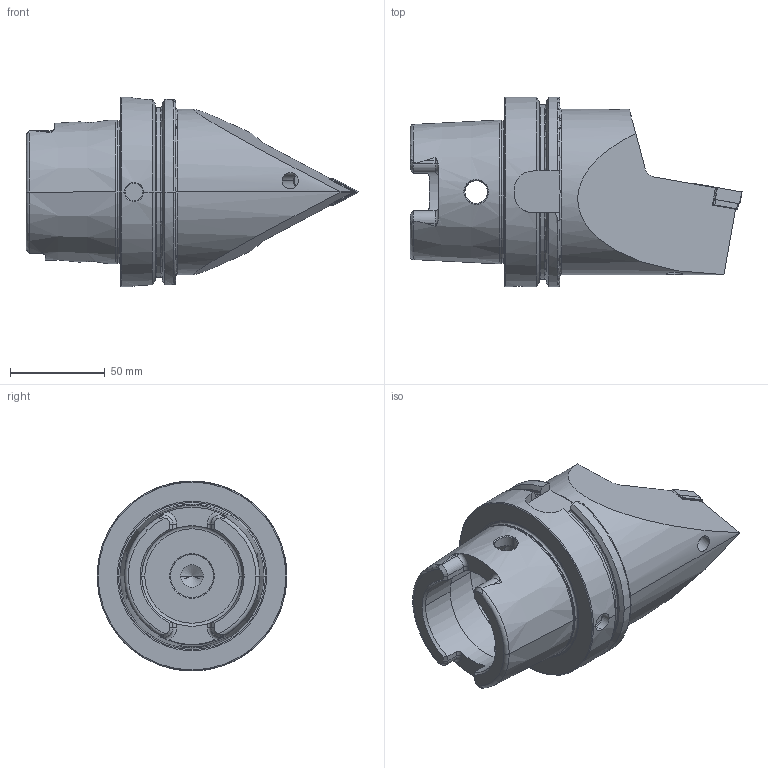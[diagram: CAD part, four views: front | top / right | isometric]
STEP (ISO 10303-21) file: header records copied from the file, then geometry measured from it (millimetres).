
FILE_DESCRIPTION (( 'STEP AP203' ), '1' );
FILE_NAME ('HA0-PDF.NNA.125.STEP', '2012-05-31T09:42:06', ( 'baer' ), ( 'Hewlett-Packard Company' ), 'SwSTEP 2.0', 'SolidWorks 2012', '' );
FILE_SCHEMA (( 'CONFIG_CONTROL_DESIGN' ));
Length unit declared in the file: millimetre
Products named in the file (7): HA0-PDF.NNA.125; WDF-ER3.101.000_A; WCD-ER4.101.017_A; KVT_MB_600_060; WDF-ER2.101.003_A; DNMG150604; HA0-PDF.NNA.125_A
Assembly tree (6 placements, depth 2):
  HA0-PDF.NNA.125
    HA0-PDF.NNA.125_A
    DNMG150604
    WDF-ER2.101.003_A
    KVT_MB_600_060
    WCD-ER4.101.017_A
    WDF-ER3.101.000_A
Bounding box: 174.9 x 100 x 100 mm (x, y, z)
Volume: 536061.4 mm3; surface area: 70570.5 mm2
Topology: 7 solids, 7 shells, 356 faces, 899 edges, 546 vertices
Faces by surface type: plane 111, cylinder 97, cone 87, torus 43, bspline 16, sphere 2
Entity records: 13017 total; most frequent: CARTESIAN_POINT 4045, ORIENTED_EDGE 1768, DIRECTION 1704, EDGE_CURVE 884, AXIS2_PLACEMENT_3D 664, VERTEX_POINT 543, LINE 376, VECTOR 376
